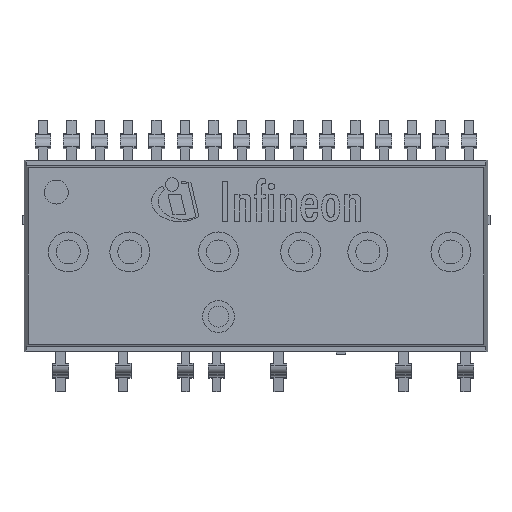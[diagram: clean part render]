
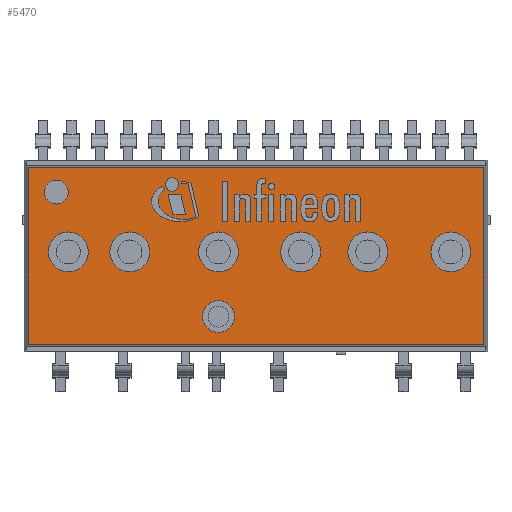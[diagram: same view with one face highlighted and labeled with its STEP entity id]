
A CAD part, top view. The second image highlights one B-rep face of the part: STEP entity #5470.
In plain terms, the highlighted planar face has unit normal (0, 0, 1).
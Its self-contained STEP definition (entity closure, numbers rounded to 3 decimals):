
#149=FACE_BOUND('',#1084,.T.);
#150=FACE_BOUND('',#1085,.T.);
#151=FACE_BOUND('',#1086,.T.);
#152=FACE_BOUND('',#1087,.T.);
#153=FACE_BOUND('',#1088,.T.);
#154=FACE_BOUND('',#1089,.T.);
#155=FACE_BOUND('',#1090,.T.);
#156=FACE_BOUND('',#1091,.T.);
#164=CIRCLE('',#5926,0.75);
#166=CIRCLE('',#5930,1.25);
#169=CIRCLE('',#5935,1.25);
#172=CIRCLE('',#5940,1.25);
#175=CIRCLE('',#5945,1.);
#178=CIRCLE('',#5950,1.25);
#181=CIRCLE('',#5955,1.25);
#184=CIRCLE('',#5960,1.25);
#740=FACE_OUTER_BOUND('',#1083,.T.);
#1083=EDGE_LOOP('',(#3798,#3799,#3800,#3801));
#1084=EDGE_LOOP('',(#3802));
#1085=EDGE_LOOP('',(#3803));
#1086=EDGE_LOOP('',(#3804));
#1087=EDGE_LOOP('',(#3805));
#1088=EDGE_LOOP('',(#3806));
#1089=EDGE_LOOP('',(#3807));
#1090=EDGE_LOOP('',(#3808));
#1091=EDGE_LOOP('',(#3809));
#1414=LINE('',#8605,#1889);
#1417=LINE('',#8611,#1892);
#1418=LINE('',#8613,#1893);
#1419=LINE('',#8614,#1894);
#1889=VECTOR('',#6785,10.);
#1892=VECTOR('',#6790,10.);
#1893=VECTOR('',#6791,10.);
#1894=VECTOR('',#6792,10.);
#2348=VERTEX_POINT('',#8505);
#2350=VERTEX_POINT('',#8511);
#2353=VERTEX_POINT('',#8519);
#2356=VERTEX_POINT('',#8527);
#2359=VERTEX_POINT('',#8535);
#2362=VERTEX_POINT('',#8543);
#2365=VERTEX_POINT('',#8551);
#2368=VERTEX_POINT('',#8559);
#2382=VERTEX_POINT('',#8602);
#2383=VERTEX_POINT('',#8604);
#2385=VERTEX_POINT('',#8610);
#2386=VERTEX_POINT('',#8612);
#2904=EDGE_CURVE('',#2348,#2348,#164,.T.);
#2906=EDGE_CURVE('',#2350,#2350,#166,.T.);
#2909=EDGE_CURVE('',#2353,#2353,#169,.T.);
#2912=EDGE_CURVE('',#2356,#2356,#172,.T.);
#2915=EDGE_CURVE('',#2359,#2359,#175,.T.);
#2918=EDGE_CURVE('',#2362,#2362,#178,.T.);
#2921=EDGE_CURVE('',#2365,#2365,#181,.T.);
#2924=EDGE_CURVE('',#2368,#2368,#184,.T.);
#2938=EDGE_CURVE('',#2382,#2383,#1414,.T.);
#2941=EDGE_CURVE('',#2382,#2385,#1417,.T.);
#2942=EDGE_CURVE('',#2386,#2385,#1418,.T.);
#2943=EDGE_CURVE('',#2386,#2383,#1419,.T.);
#3798=ORIENTED_EDGE('',*,*,#2938,.F.);
#3799=ORIENTED_EDGE('',*,*,#2941,.T.);
#3800=ORIENTED_EDGE('',*,*,#2942,.F.);
#3801=ORIENTED_EDGE('',*,*,#2943,.T.);
#3802=ORIENTED_EDGE('',*,*,#2904,.T.);
#3803=ORIENTED_EDGE('',*,*,#2906,.T.);
#3804=ORIENTED_EDGE('',*,*,#2909,.T.);
#3805=ORIENTED_EDGE('',*,*,#2912,.T.);
#3806=ORIENTED_EDGE('',*,*,#2915,.T.);
#3807=ORIENTED_EDGE('',*,*,#2918,.T.);
#3808=ORIENTED_EDGE('',*,*,#2921,.T.);
#3809=ORIENTED_EDGE('',*,*,#2924,.T.);
#5294=PLANE('',#5985);
#5470=ADVANCED_FACE('',(#740,#149,#150,#151,#152,#153,#154,#155,#156),#5294,
 .T.);
#5926=AXIS2_PLACEMENT_3D('',#8506,#6662,#6663);
#5930=AXIS2_PLACEMENT_3D('',#8512,#6670,#6671);
#5935=AXIS2_PLACEMENT_3D('',#8520,#6680,#6681);
#5940=AXIS2_PLACEMENT_3D('',#8528,#6690,#6691);
#5945=AXIS2_PLACEMENT_3D('',#8536,#6700,#6701);
#5950=AXIS2_PLACEMENT_3D('',#8544,#6710,#6711);
#5955=AXIS2_PLACEMENT_3D('',#8552,#6720,#6721);
#5960=AXIS2_PLACEMENT_3D('',#8560,#6730,#6731);
#5985=AXIS2_PLACEMENT_3D('',#8609,#6788,#6789);
#6662=DIRECTION('center_axis',(0.,0.,-1.));
#6663=DIRECTION('ref_axis',(-1.,0.,0.));
#6670=DIRECTION('center_axis',(0.,0.,-1.));
#6671=DIRECTION('ref_axis',(-1.,0.,0.));
#6680=DIRECTION('center_axis',(0.,0.,-1.));
#6681=DIRECTION('ref_axis',(-1.,0.,0.));
#6690=DIRECTION('center_axis',(0.,0.,-1.));
#6691=DIRECTION('ref_axis',(-1.,0.,0.));
#6700=DIRECTION('center_axis',(0.,0.,-1.));
#6701=DIRECTION('ref_axis',(-1.,0.,0.));
#6710=DIRECTION('center_axis',(0.,0.,-1.));
#6711=DIRECTION('ref_axis',(-1.,0.,0.));
#6720=DIRECTION('center_axis',(0.,0.,-1.));
#6721=DIRECTION('ref_axis',(-1.,0.,0.));
#6730=DIRECTION('center_axis',(0.,0.,-1.));
#6731=DIRECTION('ref_axis',(-1.,0.,0.));
#6785=DIRECTION('',(0.,1.,0.));
#6788=DIRECTION('center_axis',(0.,0.,1.));
#6789=DIRECTION('ref_axis',(0.,-1.,0.));
#6790=DIRECTION('',(1.,0.,0.));
#6791=DIRECTION('',(0.,-1.,0.));
#6792=DIRECTION('',(-1.,0.,0.));
#8505=CARTESIAN_POINT('',(-11.753,3.995,3.25));
#8506=CARTESIAN_POINT('Origin',(-12.503,3.995,3.25));
#8511=CARTESIAN_POINT('',(13.45,0.25,3.25));
#8512=CARTESIAN_POINT('Origin',(12.2,0.25,3.25));
#8519=CARTESIAN_POINT('',(4.05,0.25,3.25));
#8520=CARTESIAN_POINT('Origin',(2.8,0.25,3.25));
#8527=CARTESIAN_POINT('',(-6.65,0.25,3.25));
#8528=CARTESIAN_POINT('Origin',(-7.9,0.25,3.25));
#8535=CARTESIAN_POINT('',(-1.35,-3.8,3.25));
#8536=CARTESIAN_POINT('Origin',(-2.35,-3.8,3.25));
#8543=CARTESIAN_POINT('',(-10.5,0.25,3.25));
#8544=CARTESIAN_POINT('Origin',(-11.75,0.25,3.25));
#8551=CARTESIAN_POINT('',(-1.1,0.25,3.25));
#8552=CARTESIAN_POINT('Origin',(-2.35,0.25,3.25));
#8559=CARTESIAN_POINT('',(8.25,0.25,3.25));
#8560=CARTESIAN_POINT('Origin',(7.,0.25,3.25));
#8602=CARTESIAN_POINT('',(-14.273,-5.533,3.25));
#8604=CARTESIAN_POINT('',(-14.273,5.533,3.25));
#8605=CARTESIAN_POINT('',(-14.273,2.766,3.25));
#8609=CARTESIAN_POINT('Origin',(0.,5.533,3.25));
#8610=CARTESIAN_POINT('',(14.273,-5.533,3.25));
#8611=CARTESIAN_POINT('',(0.,-5.533,3.25));
#8612=CARTESIAN_POINT('',(14.273,5.533,3.25));
#8613=CARTESIAN_POINT('',(14.273,2.766,3.25));
#8614=CARTESIAN_POINT('',(0.,5.533,3.25));
